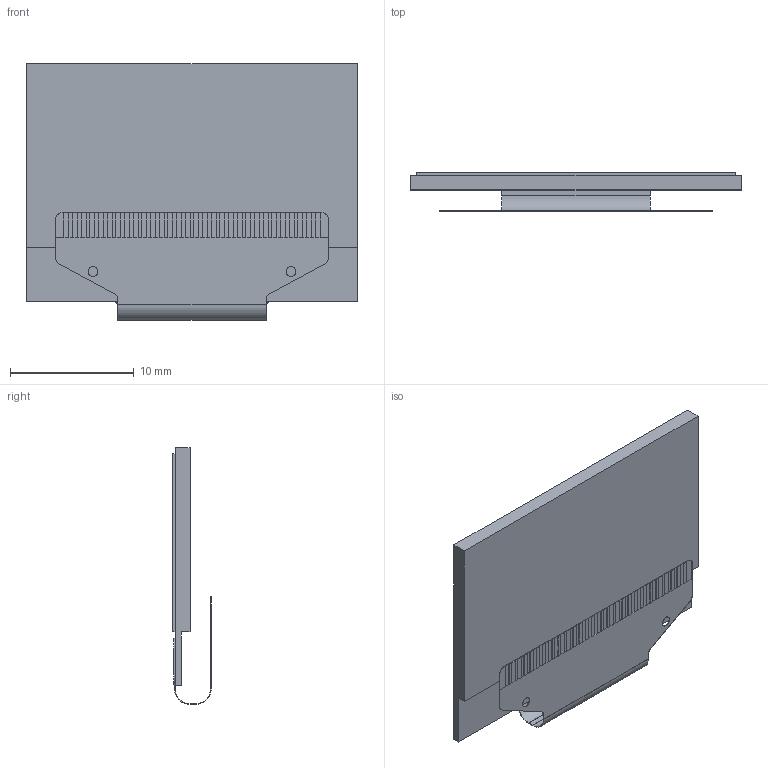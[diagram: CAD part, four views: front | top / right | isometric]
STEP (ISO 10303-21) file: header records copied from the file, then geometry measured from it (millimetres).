
FILE_DESCRIPTION (( 'STEP AP214' ), '1' );
FILE_NAME ('OLED_096_1.6mmPCB.STEP', '2023-09-26T20:54:56', ( '' ), ( '' ), 'SwSTEP 2.0', 'SolidWorks 2022', '' );
FILE_SCHEMA (( 'AUTOMOTIVE_DESIGN' ));
Length unit declared in the file: millimetre
Products named in the file (1): OLED_096_1.6mmPCB
Bounding box: 26.7 x 3.11 x 20.76 mm (x, y, z)
Volume: 622.1 mm3; surface area: 1550.7 mm2
Topology: 1 solids, 1 shells, 238 faces, 640 edges, 406 vertices
Faces by surface type: plane 218, cylinder 20
Entity records: 8264 total; most frequent: CARTESIAN_POINT 1297, ORIENTED_EDGE 1280, DIRECTION 1156, EDGE_CURVE 640, LINE 594, VECTOR 594, VERTEX_POINT 406, AXIS2_PLACEMENT_3D 281
